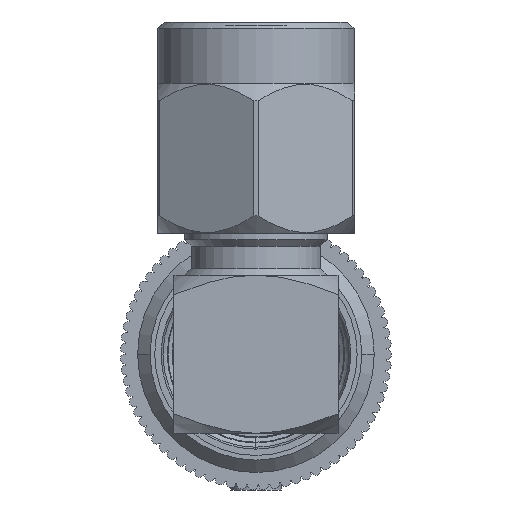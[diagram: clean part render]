
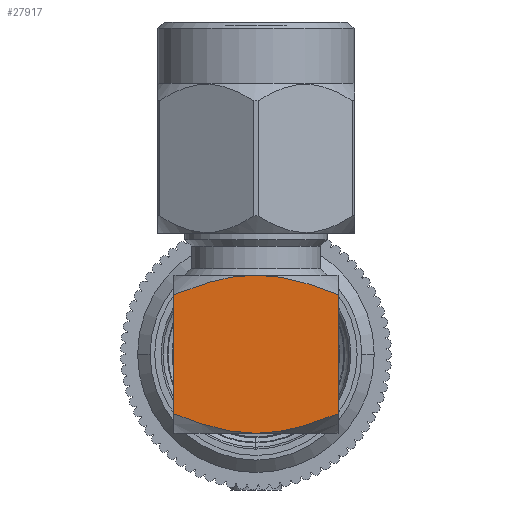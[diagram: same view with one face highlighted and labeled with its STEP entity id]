
A CAD part, left-side view. The second image highlights one B-rep face of the part: STEP entity #27917.
In plain terms, the highlighted planar face has unit normal (-1, 0, 0).
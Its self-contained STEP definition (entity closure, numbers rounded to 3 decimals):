
#2848 = CARTESIAN_POINT ( 'NONE',  ( -3.302, -3.175, 3.302 ) ) ;
#3995 = ORIENTED_EDGE ( 'NONE', *, *, #72751, .F. ) ;
#4590 = ORIENTED_EDGE ( 'NONE', *, *, #138481, .T. ) ;
#5253 = CARTESIAN_POINT ( 'NONE',  ( -3.302, 3.175, 0. ) ) ;
#11152 = CARTESIAN_POINT ( 'NONE',  ( -3.302, -3.175, 0. ) ) ;
#11899 = CARTESIAN_POINT ( 'NONE',  ( -3.302, -3.013, -1.413 ) ) ;
#12567 = DIRECTION ( 'NONE',  ( 0., -1., 0. ) ) ;
#18849 = CARTESIAN_POINT ( 'NONE',  ( -3.302, -3.175, 0.573 ) ) ;
#20164 = EDGE_CURVE ( 'NONE', #67833, #62542, #104065, .T. ) ;
#20381 = AXIS2_PLACEMENT_3D ( 'NONE', #65684, #42026, #62780 ) ;
#20777 = B_SPLINE_CURVE_WITH_KNOTS ( 'NONE', 3,
 ( #11152, #44500, #100772, #46724, #11899, #123797, #100040, #88949 ),
 .UNSPECIFIED., .F., .F.,
 ( 4, 2, 2, 4 ),
 ( 0.012, 0.013, 0.014, 0.015 ),
 .UNSPECIFIED. ) ;
#22311 = EDGE_CURVE ( 'NONE', #69031, #78452, #59194, .T. ) ;
#23891 = CARTESIAN_POINT ( 'NONE',  ( -3.302, 3.175, -0.284 ) ) ;
#27917 = ADVANCED_FACE ( 'NONE', ( #108680 ), #43497, .F. ) ;
#28224 = CARTESIAN_POINT ( 'NONE',  ( -3.302, 2.798, 2.232 ) ) ;
#31881 = VECTOR ( 'NONE', #12567, 1000. ) ;
#32797 = CARTESIAN_POINT ( 'NONE',  ( -3.302, 2.385, -3.302 ) ) ;
#34237 = CARTESIAN_POINT ( 'NONE',  ( -3.302, 3.072, -1.135 ) ) ;
#42026 = DIRECTION ( 'NONE',  ( 1., 0., 0. ) ) ;
#43058 = CARTESIAN_POINT ( 'NONE',  ( -3.302, 2.385, 3.302 ) ) ;
#43497 = PLANE ( 'NONE',  #20381 ) ;
#44500 = CARTESIAN_POINT ( 'NONE',  ( -3.302, -3.175, -0.284 ) ) ;
#46724 = CARTESIAN_POINT ( 'NONE',  ( -3.302, -3.072, -1.135 ) ) ;
#52353 = VERTEX_POINT ( 'NONE', #75091 ) ;
#53664 = CARTESIAN_POINT ( 'NONE',  ( -3.302, -2.798, 2.232 ) ) ;
#59194 = LINE ( 'NONE', #2848, #31881 ) ;
#59384 = CARTESIAN_POINT ( 'NONE',  ( -3.302, 3.013, -1.413 ) ) ;
#61564 = CARTESIAN_POINT ( 'NONE',  ( -3.302, 3.086, 1.131 ) ) ;
#62542 = VERTEX_POINT ( 'NONE', #116581 ) ;
#62780 = DIRECTION ( 'NONE',  ( 0., 0., -1. ) ) ;
#62925 = ORIENTED_EDGE ( 'NONE', *, *, #20164, .F. ) ;
#64743 = CARTESIAN_POINT ( 'NONE',  ( -3.302, -3.086, 1.131 ) ) ;
#65233 = ORIENTED_EDGE ( 'NONE', *, *, #139274, .F. ) ;
#65467 = CARTESIAN_POINT ( 'NONE',  ( -3.302, -2.601, 2.774 ) ) ;
#65684 = CARTESIAN_POINT ( 'NONE',  ( -3.302, -3.175, 3.302 ) ) ;
#66797 = DIRECTION ( 'NONE',  ( 0., -1., 0. ) ) ;
#67833 = VERTEX_POINT ( 'NONE', #32797 ) ;
#69031 = VERTEX_POINT ( 'NONE', #43058 ) ;
#69754 = CARTESIAN_POINT ( 'NONE',  ( -3.302, 2.385, -3.302 ) ) ;
#72751 = EDGE_CURVE ( 'NONE', #52353, #110664, #20777, .T. ) ;
#73024 = B_SPLINE_CURVE_WITH_KNOTS ( 'NONE', 3,
 ( #5253, #94903, #61564, #28224, #73391, #85277 ),
 .UNSPECIFIED., .F., .F.,
 ( 4, 2, 4 ),
 ( 0.007, 0.009, 0.011 ),
 .UNSPECIFIED. ) ;
#73391 = CARTESIAN_POINT ( 'NONE',  ( -3.302, 2.601, 2.774 ) ) ;
#75091 = CARTESIAN_POINT ( 'NONE',  ( -3.302, -3.175, 0. ) ) ;
#78452 = VERTEX_POINT ( 'NONE', #100447 ) ;
#80170 = CARTESIAN_POINT ( 'NONE',  ( -3.302, 3.175, 0. ) ) ;
#81633 = CARTESIAN_POINT ( 'NONE',  ( -3.302, 2.796, -2.236 ) ) ;
#83944 = ORIENTED_EDGE ( 'NONE', *, *, #22311, .F. ) ;
#85277 = CARTESIAN_POINT ( 'NONE',  ( -3.302, 2.385, 3.302 ) ) ;
#88949 = CARTESIAN_POINT ( 'NONE',  ( -3.302, -2.385, -3.302 ) ) ;
#90081 = B_SPLINE_CURVE_WITH_KNOTS ( 'NONE', 3,
 ( #142688, #65467, #53664, #64743, #18849, #118889 ),
 .UNSPECIFIED., .F., .F.,
 ( 4, 2, 4 ),
 ( 0.009, 0.01, 0.012 ),
 .UNSPECIFIED. ) ;
#91245 = LINE ( 'NONE', #112747, #130012 ) ;
#94010 = EDGE_LOOP ( 'NONE', ( #65233, #83944, #106638, #62925, #4590, #3995 ) ) ;
#94903 = CARTESIAN_POINT ( 'NONE',  ( -3.302, 3.175, 0.573 ) ) ;
#100040 = CARTESIAN_POINT ( 'NONE',  ( -3.302, -2.601, -2.775 ) ) ;
#100447 = CARTESIAN_POINT ( 'NONE',  ( -3.302, -2.385, 3.302 ) ) ;
#100772 = CARTESIAN_POINT ( 'NONE',  ( -3.302, -3.153, -0.572 ) ) ;
#104065 = B_SPLINE_CURVE_WITH_KNOTS ( 'NONE', 3,
 ( #69754, #127599, #81633, #59384, #34237, #114243, #23891, #80170 ),
 .UNSPECIFIED., .F., .F.,
 ( 4, 2, 2, 4 ),
 ( 0.004, 0.005, 0.006, 0.007 ),
 .UNSPECIFIED. ) ;
#105371 = CARTESIAN_POINT ( 'NONE',  ( -3.302, -2.385, -3.302 ) ) ;
#106638 = ORIENTED_EDGE ( 'NONE', *, *, #135970, .F. ) ;
#108680 = FACE_OUTER_BOUND ( 'NONE', #94010, .T. ) ;
#110664 = VERTEX_POINT ( 'NONE', #105371 ) ;
#112747 = CARTESIAN_POINT ( 'NONE',  ( -3.302, -3.175, -3.302 ) ) ;
#114243 = CARTESIAN_POINT ( 'NONE',  ( -3.302, 3.153, -0.572 ) ) ;
#116581 = CARTESIAN_POINT ( 'NONE',  ( -3.302, 3.175, 0. ) ) ;
#118889 = CARTESIAN_POINT ( 'NONE',  ( -3.302, -3.175, 0. ) ) ;
#123797 = CARTESIAN_POINT ( 'NONE',  ( -3.302, -2.796, -2.236 ) ) ;
#127599 = CARTESIAN_POINT ( 'NONE',  ( -3.302, 2.601, -2.775 ) ) ;
#130012 = VECTOR ( 'NONE', #66797, 1000. ) ;
#135970 = EDGE_CURVE ( 'NONE', #62542, #69031, #73024, .T. ) ;
#138481 = EDGE_CURVE ( 'NONE', #67833, #110664, #91245, .T. ) ;
#139274 = EDGE_CURVE ( 'NONE', #78452, #52353, #90081, .T. ) ;
#142688 = CARTESIAN_POINT ( 'NONE',  ( -3.302, -2.385, 3.302 ) ) ;
